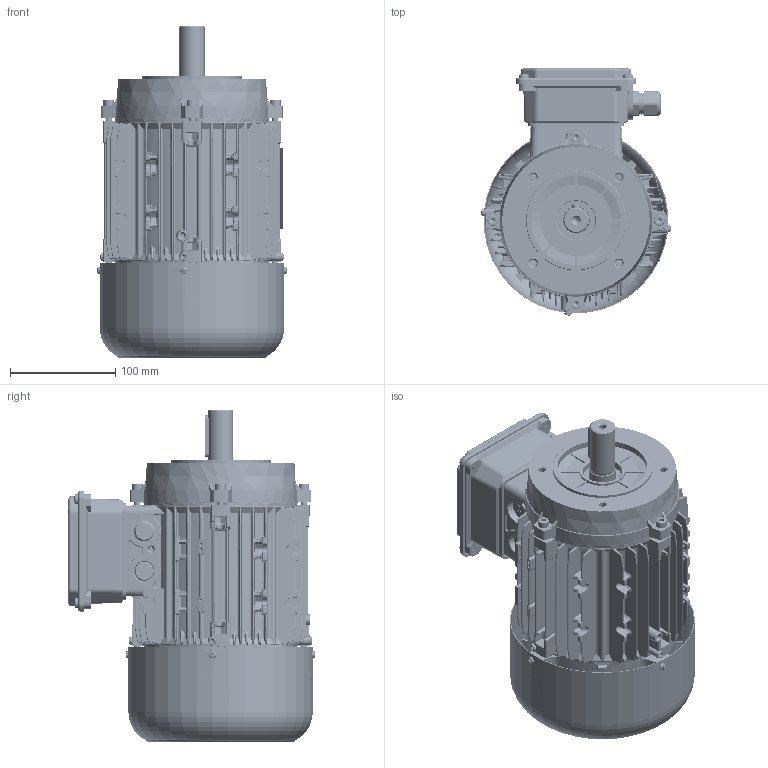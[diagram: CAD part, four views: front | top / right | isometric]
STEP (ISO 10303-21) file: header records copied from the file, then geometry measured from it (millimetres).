
FILE_DESCRIPTION((''),'2;1');
FILE_NAME('J090S-B14.stp','2014-10-01T10:45:16',('WRKS_ELPROM'),(''),'Autodesk Inventor 2011','Autodesk Inventor 2011','');
FILE_SCHEMA(('AUTOMOTIVE_DESIGN { 1 0 10303 214 1 1 1 1 }'));
Length unit declared in the file: millimetre
Products named in the file (34): J090S-B14; J090S-BASE; CASSA M90S-B5 LAVORATA; PNQ090NSASTLF; DIN EN ISO 4762 M6 x 25; CVM90_STD; ISO 7049 - C-Z ST 3,5 x 9,5 - C - Z; PNTARGAGEM; 1045800; Assieme_M80-112OE_1M20; 1010130; 1014450; BASE_1014450; COPERCHIO_1014450; 1032490; BASE_1032490; GHIERA_1032490; GOMMINO_1032490; 1023260; 1009320+ANELLO; VENTOLA_1009320; ANELLO_1009320; 6205-2Z; 6205-2Z_PART1; 6205-2Z_PART2; 6205-2Z_PART3; 6205-2Z_PART4; 6205-2Z_PART5; 8X7X40; PN052; PNA090SBC0000; Albero; Albero_1
Assembly tree (56 placements, depth 5):
  J090S-B14
    J090S-BASE
      CASSA M90S-B5 LAVORATA
      PNQ090NSASTLF
      DIN EN ISO 4762 M6 x 25  x4
      CVM90_STD
      ISO 7049 - C-Z ST 3,5 x 9,5 - C - Z  x4
      PNTARGAGEM
      1045800  x2
      Assieme_M80-112OE_1M20
        1010130
        1014450
          BASE_1014450
          COPERCHIO_1014450
        1032490
          BASE_1032490
          GHIERA_1032490
          GOMMINO_1032490
        1023260  x4
      1009320+ANELLO
        VENTOLA_1009320
        ANELLO_1009320
      6205-2Z  x2
        6205-2Z_PART1
        6205-2Z_PART2
        6205-2Z_PART3
        6205-2Z_PART4
        6205-2Z_PART5
      8X7X40
      PN052
      PNA090SBC0000
        Albero
          Albero_1
    PNQ090NSASTLF
    DIN EN ISO 4762 M6 x 25  x4
Bounding box: 180.13 x 234.37 x 315 mm (x, y, z)
Volume: 1129430.8 mm3; surface area: 755853 mm2
Topology: 60 solids, 60 shells, 6878 faces, 17432 edges, 10730 vertices
Faces by surface type: plane 2053, cylinder 1960, bspline 1715, cone 653, torus 287, sphere 210
Full cylindrical faces by diameter (mm): 2.1 x2, 2.2 x2, 2.4 x2, 2.5 x3, 3 x8, 3.2 x4, 3.5 x4, 4 x5, 4.1 x4, 4.25 x4, 4.9 x4, 5 x5, 5.5 x4, 6 x13, 6.5 x12, 6.647 x5, 7 x8, 8 x1, 9 x1, 9.7 x4, 10 x8, 12 x1, 12.3 x1, 12.5 x1, 14 x1, 15.5 x2, 18.2 x4, 18.5 x5, 20 x6, 20.5 x6
Entity records: 283852 total; most frequent: CARTESIAN_POINT 143263, ORIENTED_EDGE 31706, DIRECTION 24818, EDGE_CURVE 15853, VERTEX_POINT 9986, AXIS2_PLACEMENT_3D 9325, EDGE_LOOP 7263, FACE_OUTER_BOUND 6439
